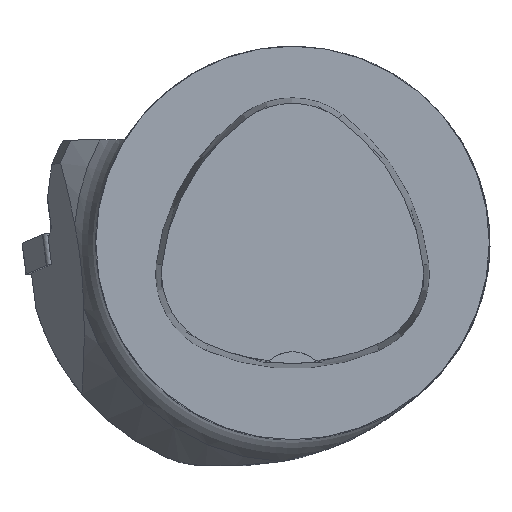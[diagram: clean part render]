
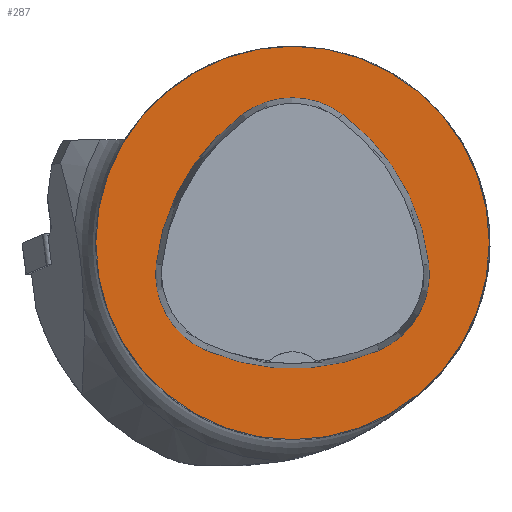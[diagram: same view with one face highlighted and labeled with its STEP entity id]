
A CAD part, top view. The second image highlights one B-rep face of the part: STEP entity #287.
In plain terms, the highlighted planar face has unit normal (0, 0, 1).
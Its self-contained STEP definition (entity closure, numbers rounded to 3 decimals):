
#134=PLANE('',#1708);
#287=ADVANCED_FACE('',(#540,#541),#134,.T.);
#540=FACE_BOUND('',#612,.T.);
#541=FACE_BOUND('',#613,.T.);
#612=EDGE_LOOP('',(#1018,#1019,#1020,#1021,#1022,#1023));
#613=EDGE_LOOP('',(#1024));
#1018=ORIENTED_EDGE('',*,*,#1423,.T.);
#1019=ORIENTED_EDGE('',*,*,#1403,.T.);
#1020=ORIENTED_EDGE('',*,*,#1407,.T.);
#1021=ORIENTED_EDGE('',*,*,#1410,.T.);
#1022=ORIENTED_EDGE('',*,*,#1413,.T.);
#1023=ORIENTED_EDGE('',*,*,#1421,.T.);
#1024=ORIENTED_EDGE('',*,*,#1265,.F.);
#1127=VERTEX_POINT('',#2231);
#1219=VERTEX_POINT('',#2654);
#1220=VERTEX_POINT('',#2655);
#1223=VERTEX_POINT('',#2663);
#1225=VERTEX_POINT('',#2669);
#1227=VERTEX_POINT('',#2675);
#1234=VERTEX_POINT('',#2696);
#1265=EDGE_CURVE('',#1127,#1127,#1462,.T.);
#1403=EDGE_CURVE('',#1219,#1220,#1491,.T.);
#1407=EDGE_CURVE('',#1220,#1223,#1493,.T.);
#1410=EDGE_CURVE('',#1223,#1225,#1495,.T.);
#1413=EDGE_CURVE('',#1225,#1227,#1497,.T.);
#1421=EDGE_CURVE('',#1227,#1234,#1501,.T.);
#1423=EDGE_CURVE('',#1234,#1219,#1503,.T.);
#1462=CIRCLE('',#1588,40.);
#1491=CIRCLE('',#1686,44.);
#1493=CIRCLE('',#1689,17.);
#1495=CIRCLE('',#1692,44.);
#1497=CIRCLE('',#1695,17.);
#1501=CIRCLE('',#1700,44.);
#1503=CIRCLE('',#1703,17.);
#1588=AXIS2_PLACEMENT_3D('',#2230,#1775,#1776);
#1686=AXIS2_PLACEMENT_3D('',#2653,#2033,#2034);
#1689=AXIS2_PLACEMENT_3D('',#2662,#2041,#2042);
#1692=AXIS2_PLACEMENT_3D('',#2668,#2048,#2049);
#1695=AXIS2_PLACEMENT_3D('',#2674,#2055,#2056);
#1700=AXIS2_PLACEMENT_3D('',#2697,#2067,#2068);
#1703=AXIS2_PLACEMENT_3D('',#2700,#2073,#2074);
#1708=AXIS2_PLACEMENT_3D('',#2705,#2083,#2084);
#1775=DIRECTION('',(0.,0.,-1.));
#1776=DIRECTION('',(-1.,0.,0.));
#2033=DIRECTION('',(0.,0.,-1.));
#2034=DIRECTION('',(-1.,0.,0.));
#2041=DIRECTION('',(0.,0.,-1.));
#2042=DIRECTION('',(-1.,0.,0.));
#2048=DIRECTION('',(0.,0.,-1.));
#2049=DIRECTION('',(-1.,0.,0.));
#2055=DIRECTION('',(0.,0.,-1.));
#2056=DIRECTION('',(-1.,0.,0.));
#2067=DIRECTION('',(0.,0.,-1.));
#2068=DIRECTION('',(-1.,0.,0.));
#2073=DIRECTION('',(0.,0.,-1.));
#2074=DIRECTION('',(-1.,0.,0.));
#2083=DIRECTION('',(0.,0.,1.));
#2084=DIRECTION('',(1.,0.,0.));
#2230=CARTESIAN_POINT('',(0.,0.,0.));
#2231=CARTESIAN_POINT('',(-40.,0.,0.));
#2653=CARTESIAN_POINT('',(16.01,-9.224,0.));
#2654=CARTESIAN_POINT('',(-27.722,-4.378,0.));
#2655=CARTESIAN_POINT('',(-10.119,26.178,0.));
#2662=CARTESIAN_POINT('',(-0.023,12.5,0.));
#2663=CARTESIAN_POINT('',(10.049,26.194,0.));
#2668=CARTESIAN_POINT('',(-16.021,-9.25,0.));
#2669=CARTESIAN_POINT('',(27.71,-4.394,0.));
#2674=CARTESIAN_POINT('',(10.814,-6.27,0.));
#2675=CARTESIAN_POINT('',(17.611,-21.852,0.));
#2696=CARTESIAN_POINT('',(-17.652,-21.819,0.));
#2697=CARTESIAN_POINT('',(0.017,18.477,0.));
#2700=CARTESIAN_POINT('',(-10.825,-6.25,0.));
#2705=CARTESIAN_POINT('',(0.,0.,0.));
